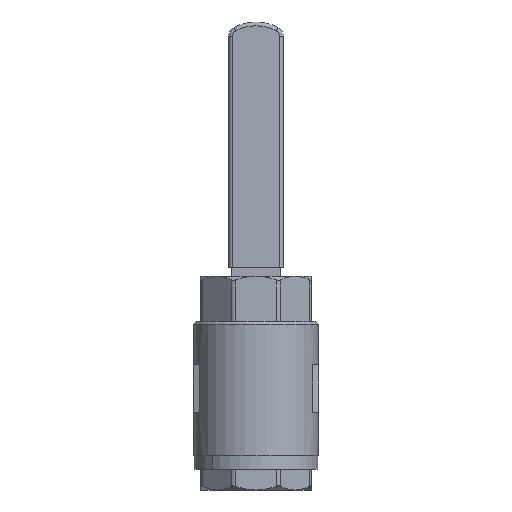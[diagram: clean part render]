
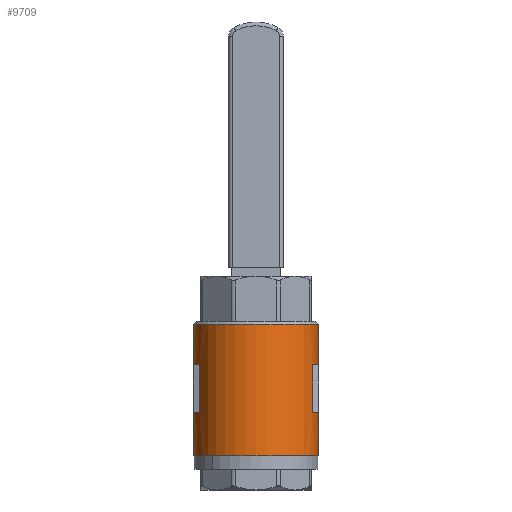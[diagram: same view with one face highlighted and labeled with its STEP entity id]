
A CAD part, front view. The second image highlights one B-rep face of the part: STEP entity #9709.
In plain terms, the highlighted cylindrical face has radius 26.543 mm (diameter 53.086 mm), a partial arc.
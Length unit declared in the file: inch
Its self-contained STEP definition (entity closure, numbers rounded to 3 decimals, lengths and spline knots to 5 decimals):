
#43 = ORIENTED_EDGE ( 'NONE', *, *, #101, .T. ) ;
#101 = EDGE_CURVE ( 'NONE', #1879, #8916, #2031, .T. ) ;
#269 = VERTEX_POINT ( 'NONE', #1305 ) ;
#282 = CARTESIAN_POINT ( 'NONE',  ( 0., 0., -1.125 ) ) ;
#348 = DIRECTION ( 'NONE',  ( 0., 0., 1. ) ) ;
#506 = DIRECTION ( 'NONE',  ( 0., 0., -1. ) ) ;
#552 = VECTOR ( 'NONE', #3530, 39.37008 ) ;
#707 = DIRECTION ( 'NONE',  ( 0., 0., -1. ) ) ;
#710 = ORIENTED_EDGE ( 'NONE', *, *, #3462, .F. ) ;
#796 = VERTEX_POINT ( 'NONE', #9215 ) ;
#835 = LINE ( 'NONE', #12615, #552 ) ;
#1027 = ORIENTED_EDGE ( 'NONE', *, *, #2343, .T. ) ;
#1033 = EDGE_CURVE ( 'NONE', #8916, #2823, #2622, .T. ) ;
#1156 = FACE_OUTER_BOUND ( 'NONE', #8299, .T. ) ;
#1175 = CIRCLE ( 'NONE', #7425, 1.045 ) ;
#1191 = VECTOR ( 'NONE', #506, 39.37008 ) ;
#1208 = CARTESIAN_POINT ( 'NONE',  ( -1.045, 0., -1.125 ) ) ;
#1305 = CARTESIAN_POINT ( 'NONE',  ( 0.94944, -0.43656, -0.395 ) ) ;
#1340 = CARTESIAN_POINT ( 'NONE',  ( 1.045, 0., -1.125 ) ) ;
#1487 = LINE ( 'NONE', #6484, #1191 ) ;
#1560 = EDGE_CURVE ( 'NONE', #8092, #796, #2693, .T. ) ;
#1572 = DIRECTION ( 'NONE',  ( 1., 0., 0. ) ) ;
#1666 = ORIENTED_EDGE ( 'NONE', *, *, #1560, .T. ) ;
#1809 = DIRECTION ( 'NONE',  ( 0., 0., -1. ) ) ;
#1879 = VERTEX_POINT ( 'NONE', #10081 ) ;
#1979 = ORIENTED_EDGE ( 'NONE', *, *, #1033, .T. ) ;
#2031 = LINE ( 'NONE', #6837, #4627 ) ;
#2133 = VECTOR ( 'NONE', #5313, 39.37008 ) ;
#2288 = DIRECTION ( 'NONE',  ( 0., 0., -1. ) ) ;
#2343 = EDGE_CURVE ( 'NONE', #3673, #7123, #835, .T. ) ;
#2476 = CIRCLE ( 'NONE', #12212, 1.045 ) ;
#2622 = CIRCLE ( 'NONE', #5904, 1.045 ) ;
#2693 = LINE ( 'NONE', #5600, #10787 ) ;
#2778 = DIRECTION ( 'NONE',  ( 0., 0., -1. ) ) ;
#2781 = ORIENTED_EDGE ( 'NONE', *, *, #5361, .F. ) ;
#2823 = VERTEX_POINT ( 'NONE', #1340 ) ;
#2959 = CARTESIAN_POINT ( 'NONE',  ( 0., 0., 0.395 ) ) ;
#3070 = VERTEX_POINT ( 'NONE', #4393 ) ;
#3207 = ORIENTED_EDGE ( 'NONE', *, *, #3299, .F. ) ;
#3265 = DIRECTION ( 'NONE',  ( -1., 0., 0. ) ) ;
#3299 = EDGE_CURVE ( 'NONE', #6157, #2823, #1487, .T. ) ;
#3420 = CARTESIAN_POINT ( 'NONE',  ( -0.94944, -0.43656, -0.395 ) ) ;
#3462 = EDGE_CURVE ( 'NONE', #3673, #796, #4747, .T. ) ;
#3530 = DIRECTION ( 'NONE',  ( 0., 0., -1. ) ) ;
#3570 = AXIS2_PLACEMENT_3D ( 'NONE', #2959, #11132, #7897 ) ;
#3656 = DIRECTION ( 'NONE',  ( 0., 0., -1. ) ) ;
#3673 = VERTEX_POINT ( 'NONE', #4020 ) ;
#3771 = CARTESIAN_POINT ( 'NONE',  ( 0., 0., 0.395 ) ) ;
#3776 = ORIENTED_EDGE ( 'NONE', *, *, #5232, .T. ) ;
#4020 = CARTESIAN_POINT ( 'NONE',  ( -0.94944, -0.43656, 0.395 ) ) ;
#4102 = DIRECTION ( 'NONE',  ( 0., 0., 1. ) ) ;
#4269 = DIRECTION ( 'NONE',  ( 1., 0., 0. ) ) ;
#4306 = CYLINDRICAL_SURFACE ( 'NONE', #8369, 1.045 ) ;
#4336 = DIRECTION ( 'NONE',  ( 1., 0., 0. ) ) ;
#4393 = CARTESIAN_POINT ( 'NONE',  ( 1.045, 0., 1.075 ) ) ;
#4627 = VECTOR ( 'NONE', #9770, 39.37008 ) ;
#4746 = DIRECTION ( 'NONE',  ( -1., 0., 0. ) ) ;
#4747 = CIRCLE ( 'NONE', #9319, 1.045 ) ;
#4844 = ORIENTED_EDGE ( 'NONE', *, *, #6928, .F. ) ;
#4890 = ORIENTED_EDGE ( 'NONE', *, *, #5531, .F. ) ;
#4937 = CIRCLE ( 'NONE', #5359, 1.045 ) ;
#5232 = EDGE_CURVE ( 'NONE', #3070, #8092, #4937, .T. ) ;
#5313 = DIRECTION ( 'NONE',  ( 0., 0., 1. ) ) ;
#5359 = AXIS2_PLACEMENT_3D ( 'NONE', #10323, #3656, #1572 ) ;
#5361 = EDGE_CURVE ( 'NONE', #1879, #7123, #1175, .T. ) ;
#5531 = EDGE_CURVE ( 'NONE', #269, #6157, #2476, .T. ) ;
#5600 = CARTESIAN_POINT ( 'NONE',  ( -1.045, 0., 1.125 ) ) ;
#5655 = VERTEX_POINT ( 'NONE', #7354 ) ;
#5904 = AXIS2_PLACEMENT_3D ( 'NONE', #282, #8349, #4269 ) ;
#6157 = VERTEX_POINT ( 'NONE', #7099 ) ;
#6368 = CARTESIAN_POINT ( 'NONE',  ( 0., 0., 1.125 ) ) ;
#6484 = CARTESIAN_POINT ( 'NONE',  ( 1.045, 0., 1.125 ) ) ;
#6527 = LINE ( 'NONE', #9592, #11701 ) ;
#6837 = CARTESIAN_POINT ( 'NONE',  ( -1.045, 0., 1.125 ) ) ;
#6928 = EDGE_CURVE ( 'NONE', #3070, #5655, #6527, .T. ) ;
#7099 = CARTESIAN_POINT ( 'NONE',  ( 1.045, 0., -0.395 ) ) ;
#7123 = VERTEX_POINT ( 'NONE', #3420 ) ;
#7139 = CARTESIAN_POINT ( 'NONE',  ( -1.045, 0., 1.075 ) ) ;
#7257 = LINE ( 'NONE', #11228, #2133 ) ;
#7286 = DIRECTION ( 'NONE',  ( 1., 0., 0. ) ) ;
#7354 = CARTESIAN_POINT ( 'NONE',  ( 1.045, 0., 0.395 ) ) ;
#7393 = CARTESIAN_POINT ( 'NONE',  ( 0.94944, -0.43656, 0.395 ) ) ;
#7425 = AXIS2_PLACEMENT_3D ( 'NONE', #12186, #348, #4336 ) ;
#7655 = ORIENTED_EDGE ( 'NONE', *, *, #11718, .F. ) ;
#7897 = DIRECTION ( 'NONE',  ( -1., 0., 0. ) ) ;
#8092 = VERTEX_POINT ( 'NONE', #7139 ) ;
#8299 = EDGE_LOOP ( 'NONE', ( #4844, #3776, #1666, #710, #1027, #2781, #43, #1979, #3207, #4890, #11087, #7655 ) ) ;
#8349 = DIRECTION ( 'NONE',  ( 0., 0., 1. ) ) ;
#8369 = AXIS2_PLACEMENT_3D ( 'NONE', #6368, #2288, #3265 ) ;
#8916 = VERTEX_POINT ( 'NONE', #1208 ) ;
#9030 = CARTESIAN_POINT ( 'NONE',  ( 0., 0., -0.395 ) ) ;
#9215 = CARTESIAN_POINT ( 'NONE',  ( -1.045, 0., 0.395 ) ) ;
#9319 = AXIS2_PLACEMENT_3D ( 'NONE', #3771, #1809, #4746 ) ;
#9570 = EDGE_CURVE ( 'NONE', #269, #12142, #7257, .T. ) ;
#9592 = CARTESIAN_POINT ( 'NONE',  ( 1.045, 0., 1.125 ) ) ;
#9709 = ADVANCED_FACE ( 'NONE', ( #1156 ), #4306, .T. ) ;
#9770 = DIRECTION ( 'NONE',  ( 0., 0., -1. ) ) ;
#9999 = CIRCLE ( 'NONE', #3570, 1.045 ) ;
#10081 = CARTESIAN_POINT ( 'NONE',  ( -1.045, 0., -0.395 ) ) ;
#10323 = CARTESIAN_POINT ( 'NONE',  ( 0., 0., 1.075 ) ) ;
#10787 = VECTOR ( 'NONE', #707, 39.37008 ) ;
#11087 = ORIENTED_EDGE ( 'NONE', *, *, #9570, .T. ) ;
#11132 = DIRECTION ( 'NONE',  ( 0., 0., -1. ) ) ;
#11228 = CARTESIAN_POINT ( 'NONE',  ( 0.94944, -0.43656, 1.125 ) ) ;
#11701 = VECTOR ( 'NONE', #2778, 39.37008 ) ;
#11718 = EDGE_CURVE ( 'NONE', #5655, #12142, #9999, .T. ) ;
#12142 = VERTEX_POINT ( 'NONE', #7393 ) ;
#12186 = CARTESIAN_POINT ( 'NONE',  ( 0., 0., -0.395 ) ) ;
#12212 = AXIS2_PLACEMENT_3D ( 'NONE', #9030, #4102, #7286 ) ;
#12615 = CARTESIAN_POINT ( 'NONE',  ( -0.94944, -0.43656, 1.125 ) ) ;
